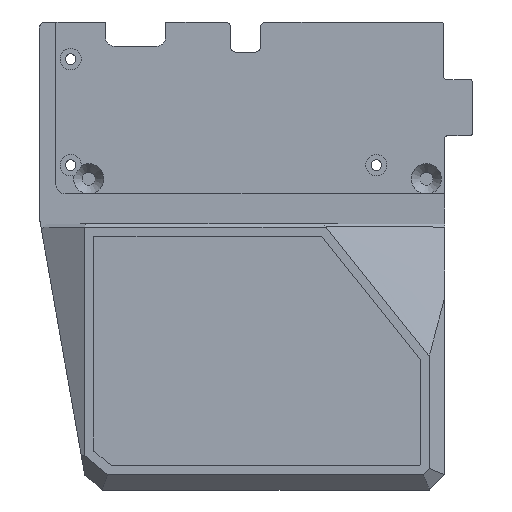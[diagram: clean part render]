
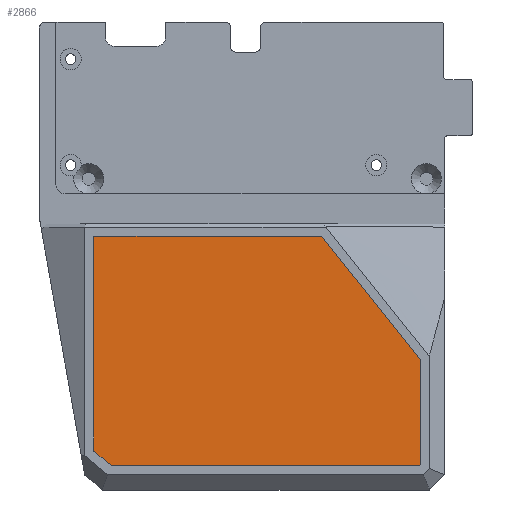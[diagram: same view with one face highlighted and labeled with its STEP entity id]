
A CAD part, top view. The second image highlights one B-rep face of the part: STEP entity #2866.
In plain terms, the highlighted planar face has unit normal (0, 0, 1).
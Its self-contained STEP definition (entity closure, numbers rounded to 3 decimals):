
#179=PLANE('',#3116);
#341=FACE_OUTER_BOUND('',#521,.T.);
#521=EDGE_LOOP('',(#2656,#2657,#2658,#2659,#2660,#2661,#2662));
#613=LINE('',#4258,#913);
#617=LINE('',#4265,#917);
#620=LINE('',#4271,#920);
#623=LINE('',#4277,#923);
#816=LINE('',#4821,#1116);
#822=LINE('',#4857,#1122);
#823=LINE('',#4859,#1123);
#913=VECTOR('',#3368,10.);
#917=VECTOR('',#3374,10.);
#920=VECTOR('',#3379,10.);
#923=VECTOR('',#3384,10.);
#1116=VECTOR('',#3893,10.);
#1122=VECTOR('',#3909,10.);
#1123=VECTOR('',#3912,10.);
#1309=VERTEX_POINT('',#4255);
#1310=VERTEX_POINT('',#4257);
#1312=VERTEX_POINT('',#4263);
#1314=VERTEX_POINT('',#4269);
#1316=VERTEX_POINT('',#4275);
#1460=VERTEX_POINT('',#4818);
#1461=VERTEX_POINT('',#4820);
#1600=EDGE_CURVE('',#1309,#1310,#613,.T.);
#1604=EDGE_CURVE('',#1312,#1309,#617,.T.);
#1607=EDGE_CURVE('',#1314,#1312,#620,.T.);
#1610=EDGE_CURVE('',#1316,#1314,#623,.T.);
#1857=EDGE_CURVE('',#1460,#1461,#816,.T.);
#1865=EDGE_CURVE('',#1461,#1316,#822,.T.);
#1866=EDGE_CURVE('',#1310,#1460,#823,.T.);
#2656=ORIENTED_EDGE('',*,*,#1865,.F.);
#2657=ORIENTED_EDGE('',*,*,#1857,.F.);
#2658=ORIENTED_EDGE('',*,*,#1866,.F.);
#2659=ORIENTED_EDGE('',*,*,#1600,.F.);
#2660=ORIENTED_EDGE('',*,*,#1604,.F.);
#2661=ORIENTED_EDGE('',*,*,#1607,.F.);
#2662=ORIENTED_EDGE('',*,*,#1610,.F.);
#2866=ADVANCED_FACE('',(#341),#179,.F.);
#3116=AXIS2_PLACEMENT_3D('',#4858,#3910,#3911);
#3368=DIRECTION('',(-0.766,0.643,0.));
#3374=DIRECTION('',(-1.,0.,0.));
#3379=DIRECTION('',(-0.707,-0.707,0.));
#3384=DIRECTION('',(0.,-1.,0.));
#3893=DIRECTION('',(1.,0.,0.));
#3909=DIRECTION('',(0.625,-0.781,0.));
#3910=DIRECTION('center_axis',(0.,0.,-1.));
#3911=DIRECTION('ref_axis',(-1.,0.,0.));
#3912=DIRECTION('',(0.,1.,0.));
#4255=CARTESIAN_POINT('',(18.305,-89.975,3.9));
#4257=CARTESIAN_POINT('',(12.525,-85.125,3.9));
#4258=CARTESIAN_POINT('',(12.525,-85.125,3.9));
#4263=CARTESIAN_POINT('',(120.274,-89.975,3.9));
#4265=CARTESIAN_POINT('',(18.305,-89.975,3.9));
#4269=CARTESIAN_POINT('',(120.588,-89.661,3.9));
#4271=CARTESIAN_POINT('',(120.274,-89.975,3.9));
#4275=CARTESIAN_POINT('',(120.588,-54.777,3.9));
#4277=CARTESIAN_POINT('',(120.588,-89.661,3.9));
#4818=CARTESIAN_POINT('',(12.525,-13.975,3.9));
#4820=CARTESIAN_POINT('',(87.946,-13.975,3.9));
#4821=CARTESIAN_POINT('',(87.946,-13.975,3.9));
#4857=CARTESIAN_POINT('',(120.588,-54.777,3.9));
#4858=CARTESIAN_POINT('Origin',(66.556,-51.975,3.9));
#4859=CARTESIAN_POINT('',(12.525,-13.975,3.9));
